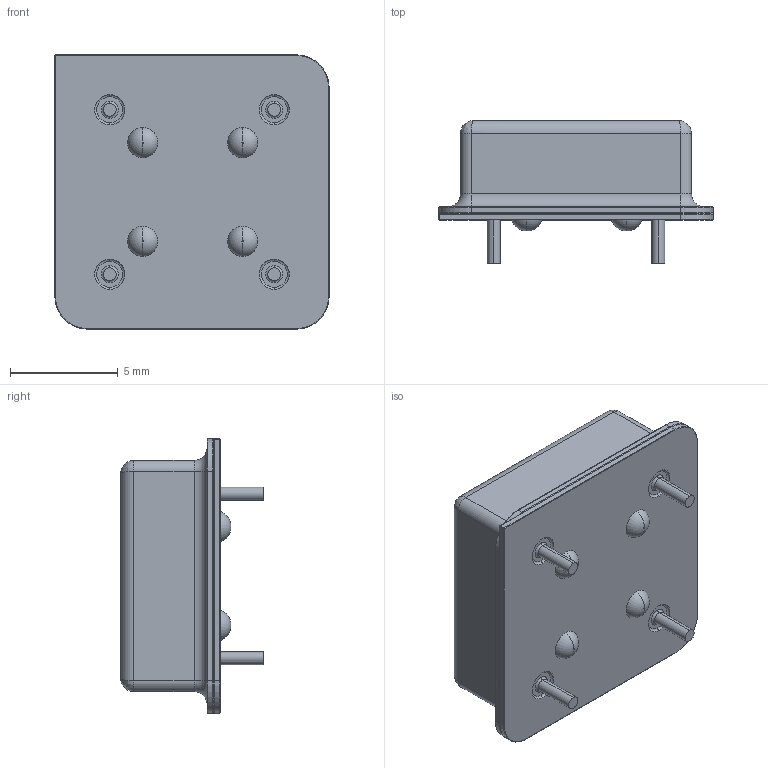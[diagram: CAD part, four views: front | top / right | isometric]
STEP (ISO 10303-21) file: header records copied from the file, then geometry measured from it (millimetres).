
FILE_DESCRIPTION (( 'STEP AP214' ), '1' );
FILE_NAME ('4818926D-CB98-4B3E-9C6D-43E286ACED6F.STEP', '2022-07-05T02:20:21', ( '' ), ( '' ), 'SwSTEP 2.0', 'SolidWorks 2022', '' );
FILE_SCHEMA (( 'AUTOMOTIVE_DESIGN' ));
Length unit declared in the file: millimetre
Products named in the file (1): 4818926D-CB98-4B3E-9C6D-43E286ACED6F
Bounding box: 12.7 x 6.6 x 12.7 mm (x, y, z)
Volume: 556.6 mm3; surface area: 515.2 mm2
Topology: 1 solids, 1 shells, 143 faces, 461 edges, 350 vertices
Faces by surface type: plane 51, cylinder 44, torus 42, bspline 4, sphere 2
Entity records: 7719 total; most frequent: CARTESIAN_POINT 2471, ORIENTED_EDGE 910, DIRECTION 799, EDGE_CURVE 455, VERTEX_POINT 350, AXIS2_PLACEMENT_3D 301, LINE 197, VECTOR 197
